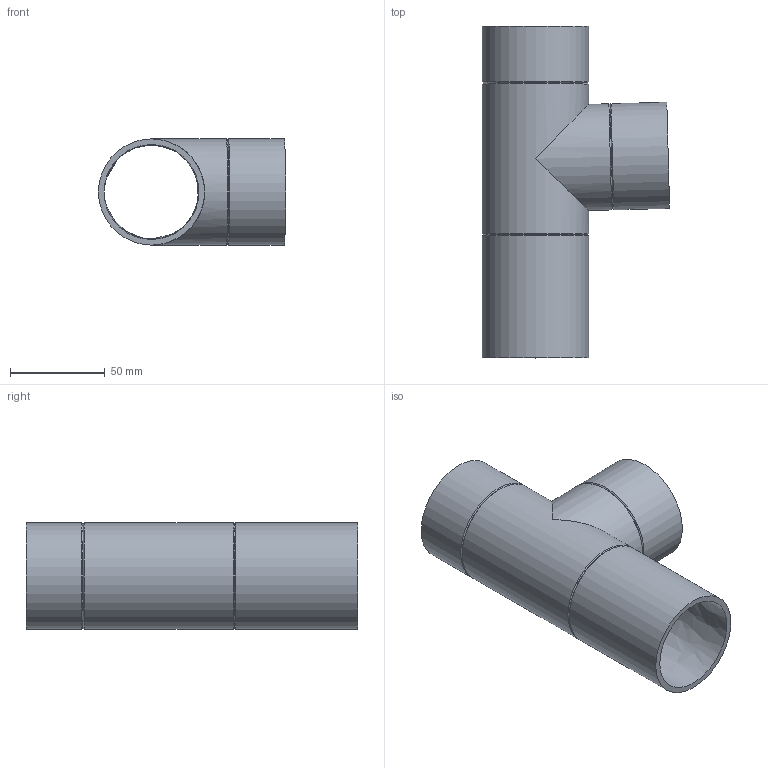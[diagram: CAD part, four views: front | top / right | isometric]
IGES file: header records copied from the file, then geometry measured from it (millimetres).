
Global section: file name: 363165; native system: Autodesk Inventor 2014; preprocessor: unknown; author: Marco; date: 20130915.181557; units: millimetre
Bounding box: 98.71 x 175 x 56 mm (x, y, z)
Volume: 105338.5 mm3; surface area: 72046.3 mm2
Topology: 1 solids, 1 shells, 16 faces, 39 edges, 25 vertices
Faces by surface type: cone 6, cylinder 5, plane 3, revolution 2
Full cylindrical faces by diameter (mm): 56 x5
